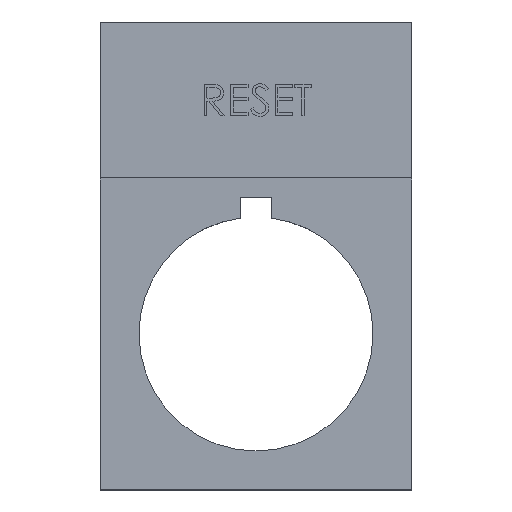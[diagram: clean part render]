
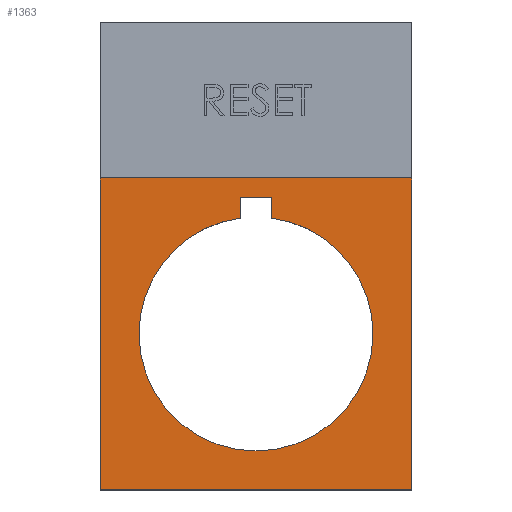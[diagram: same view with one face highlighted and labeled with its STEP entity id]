
A CAD part, top view. The second image highlights one B-rep face of the part: STEP entity #1363.
In plain terms, the highlighted planar face has unit normal (0, 0, 1).
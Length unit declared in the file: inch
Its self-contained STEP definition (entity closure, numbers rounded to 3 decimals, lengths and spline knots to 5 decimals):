
#29 = CARTESIAN_POINT ( 'NONE',  ( 0., 0.29528, 0.01969 ) ) ;
#128 = DIRECTION ( 'NONE',  ( 1., 0., 0. ) ) ;
#186 = EDGE_CURVE ( 'NONE', #3085, #2776, #602, .T. ) ;
#297 = FACE_BOUND ( 'NONE', #634, .T. ) ;
#319 = DIRECTION ( 'NONE',  ( 1., 0., 0. ) ) ;
#353 = CARTESIAN_POINT ( 'NONE',  ( 0.05906, 0.5177, 0.01969 ) ) ;
#366 = CARTESIAN_POINT ( 'NONE',  ( 0., 0., 0.01969 ) ) ;
#381 = DIRECTION ( 'NONE',  ( 1., 0., 0. ) ) ;
#409 = CARTESIAN_POINT ( 'NONE',  ( -0.44291, 0., 0.01969 ) ) ;
#556 = ORIENTED_EDGE ( 'NONE', *, *, #2465, .T. ) ;
#588 = CARTESIAN_POINT ( 'NONE',  ( 0.05906, 0.5177, 0.01969 ) ) ;
#602 = CIRCLE ( 'NONE', #1144, 0.44291 ) ;
#634 = EDGE_LOOP ( 'NONE', ( #556, #2519, #2140, #2912, #4483, #3380 ) ) ;
#823 = AXIS2_PLACEMENT_3D ( 'NONE', #366, #2961, #4820 ) ;
#874 = CARTESIAN_POINT ( 'NONE',  ( 0., 0., 0.01969 ) ) ;
#922 = VECTOR ( 'NONE', #4594, 39.37008 ) ;
#945 = EDGE_CURVE ( 'NONE', #2776, #3436, #1695, .T. ) ;
#992 = VECTOR ( 'NONE', #4657, 39.37008 ) ;
#1009 = VECTOR ( 'NONE', #381, 39.37008 ) ;
#1013 = EDGE_CURVE ( 'NONE', #4288, #2977, #3750, .T. ) ;
#1086 = EDGE_CURVE ( 'NONE', #1557, #3085, #4418, .T. ) ;
#1144 = AXIS2_PLACEMENT_3D ( 'NONE', #874, #1639, #128 ) ;
#1155 = LINE ( 'NONE', #4871, #3391 ) ;
#1224 = CARTESIAN_POINT ( 'NONE',  ( 0.59055, 0.59055, 0.01969 ) ) ;
#1363 = ADVANCED_FACE ( 'NONE', ( #297, #4178 ), #3768, .T. ) ;
#1469 = DIRECTION ( 'NONE',  ( 0., -1., 0. ) ) ;
#1474 = ORIENTED_EDGE ( 'NONE', *, *, #4644, .T. ) ;
#1525 = VECTOR ( 'NONE', #3781, 39.37008 ) ;
#1557 = VERTEX_POINT ( 'NONE', #3631 ) ;
#1596 = CARTESIAN_POINT ( 'NONE',  ( 0.19685, 0.59055, 0.01969 ) ) ;
#1639 = DIRECTION ( 'NONE',  ( 0., 0., -1. ) ) ;
#1678 = EDGE_CURVE ( 'NONE', #2496, #4288, #3211, .T. ) ;
#1695 = LINE ( 'NONE', #4562, #1525 ) ;
#1791 = DIRECTION ( 'NONE',  ( 1., 0., 0. ) ) ;
#1838 = DIRECTION ( 'NONE',  ( 0., 0., -1. ) ) ;
#1945 = LINE ( 'NONE', #2999, #2414 ) ;
#1990 = EDGE_LOOP ( 'NONE', ( #2498, #4727, #1474, #3260 ) ) ;
#2028 = B_SPLINE_CURVE_WITH_KNOTS ( 'NONE', 3,
 ( #1224, #1596, #4647, #2383 ),
 .UNSPECIFIED., .F., .F.,
 ( 4, 4 ),
 ( 0., 1. ),
 .UNSPECIFIED. ) ;
#2140 = ORIENTED_EDGE ( 'NONE', *, *, #3687, .T. ) ;
#2198 = CARTESIAN_POINT ( 'NONE',  ( 0.05906, 0.43896, 0.01969 ) ) ;
#2383 = CARTESIAN_POINT ( 'NONE',  ( -0.59055, 0.59055, 0.01969 ) ) ;
#2414 = VECTOR ( 'NONE', #1469, 39.37008 ) ;
#2432 = CARTESIAN_POINT ( 'NONE',  ( -0.05906, 0.43896, 0.01969 ) ) ;
#2445 = VERTEX_POINT ( 'NONE', #2198 ) ;
#2465 = EDGE_CURVE ( 'NONE', #3436, #4785, #4073, .T. ) ;
#2496 = VERTEX_POINT ( 'NONE', #3356 ) ;
#2498 = ORIENTED_EDGE ( 'NONE', *, *, #1678, .F. ) ;
#2519 = ORIENTED_EDGE ( 'NONE', *, *, #2869, .T. ) ;
#2659 = DIRECTION ( 'NONE',  ( 0., 0., 1. ) ) ;
#2776 = VERTEX_POINT ( 'NONE', #2432 ) ;
#2790 = CARTESIAN_POINT ( 'NONE',  ( -0.59055, -0.59055, 0.01969 ) ) ;
#2849 = CARTESIAN_POINT ( 'NONE',  ( -0.05906, 0.5177, 0.01969 ) ) ;
#2869 = EDGE_CURVE ( 'NONE', #4785, #2445, #1155, .T. ) ;
#2912 = ORIENTED_EDGE ( 'NONE', *, *, #1086, .T. ) ;
#2961 = DIRECTION ( 'NONE',  ( 0., 0., -1. ) ) ;
#2977 = VERTEX_POINT ( 'NONE', #4321 ) ;
#2999 = CARTESIAN_POINT ( 'NONE',  ( 0.59055, -0.59055, 0.01969 ) ) ;
#3014 = CIRCLE ( 'NONE', #823, 0.44291 ) ;
#3085 = VERTEX_POINT ( 'NONE', #409 ) ;
#3211 = LINE ( 'NONE', #2790, #992 ) ;
#3260 = ORIENTED_EDGE ( 'NONE', *, *, #1013, .F. ) ;
#3356 = CARTESIAN_POINT ( 'NONE',  ( 0.59055, -0.59055, 0.01969 ) ) ;
#3380 = ORIENTED_EDGE ( 'NONE', *, *, #945, .T. ) ;
#3386 = DIRECTION ( 'NONE',  ( 0., -1., 0. ) ) ;
#3391 = VECTOR ( 'NONE', #3386, 39.37008 ) ;
#3436 = VERTEX_POINT ( 'NONE', #2849 ) ;
#3442 = CARTESIAN_POINT ( 'NONE',  ( -0.59055, 1.1811, 0.01969 ) ) ;
#3625 = AXIS2_PLACEMENT_3D ( 'NONE', #4071, #1838, #1791 ) ;
#3631 = CARTESIAN_POINT ( 'NONE',  ( 0.44291, 0., 0.01969 ) ) ;
#3676 = AXIS2_PLACEMENT_3D ( 'NONE', #29, #2659, #319 ) ;
#3687 = EDGE_CURVE ( 'NONE', #2445, #1557, #3014, .T. ) ;
#3693 = CARTESIAN_POINT ( 'NONE',  ( 0.59055, 0.59055, 0.01969 ) ) ;
#3750 = LINE ( 'NONE', #3442, #922 ) ;
#3768 = PLANE ( 'NONE',  #3676 ) ;
#3781 = DIRECTION ( 'NONE',  ( 0., 1., 0. ) ) ;
#4071 = CARTESIAN_POINT ( 'NONE',  ( 0., 0., 0.01969 ) ) ;
#4073 = LINE ( 'NONE', #353, #1009 ) ;
#4178 = FACE_OUTER_BOUND ( 'NONE', #1990, .T. ) ;
#4261 = VERTEX_POINT ( 'NONE', #3693 ) ;
#4288 = VERTEX_POINT ( 'NONE', #4788 ) ;
#4321 = CARTESIAN_POINT ( 'NONE',  ( -0.59055, 0.59055, 0.01969 ) ) ;
#4418 = CIRCLE ( 'NONE', #3625, 0.44291 ) ;
#4463 = EDGE_CURVE ( 'NONE', #4261, #2496, #1945, .T. ) ;
#4483 = ORIENTED_EDGE ( 'NONE', *, *, #186, .T. ) ;
#4562 = CARTESIAN_POINT ( 'NONE',  ( -0.05906, 0.5177, 0.01969 ) ) ;
#4594 = DIRECTION ( 'NONE',  ( 0., 1., 0. ) ) ;
#4644 = EDGE_CURVE ( 'NONE', #4261, #2977, #2028, .T. ) ;
#4647 = CARTESIAN_POINT ( 'NONE',  ( -0.19685, 0.59055, 0.01969 ) ) ;
#4657 = DIRECTION ( 'NONE',  ( -1., 0., 0. ) ) ;
#4727 = ORIENTED_EDGE ( 'NONE', *, *, #4463, .F. ) ;
#4785 = VERTEX_POINT ( 'NONE', #588 ) ;
#4788 = CARTESIAN_POINT ( 'NONE',  ( -0.59055, -0.59055, 0.01969 ) ) ;
#4820 = DIRECTION ( 'NONE',  ( 1., 0., 0. ) ) ;
#4871 = CARTESIAN_POINT ( 'NONE',  ( 0.05906, 0.43896, 0.01969 ) ) ;
